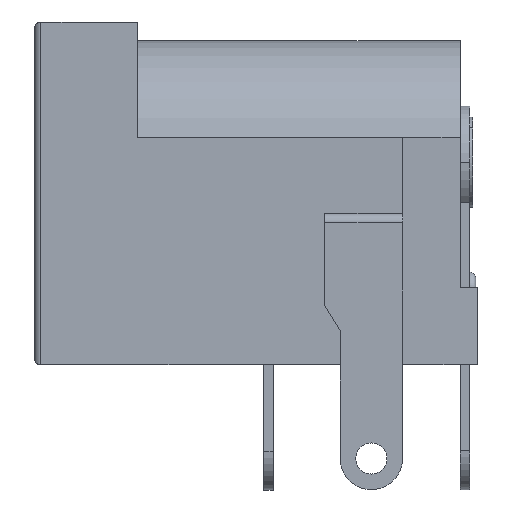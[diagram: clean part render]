
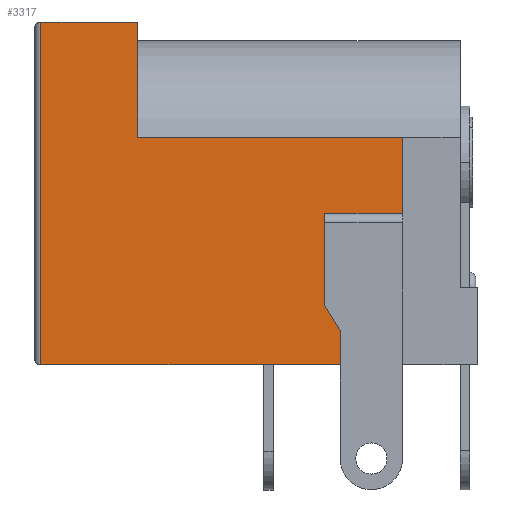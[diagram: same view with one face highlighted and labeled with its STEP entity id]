
A CAD part, front view. The second image highlights one B-rep face of the part: STEP entity #3317.
In plain terms, the highlighted planar face has unit normal (0, -1, 0).
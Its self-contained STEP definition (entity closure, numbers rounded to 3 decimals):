
#248 = VECTOR ( 'NONE', #5176, 1000. ) ;
#387 = VECTOR ( 'NONE', #7605, 1000. ) ;
#1386 = PLANE ( 'NONE',  #16907 ) ;
#1513 = ORIENTED_EDGE ( 'NONE', *, *, #10216, .T. ) ;
#1607 = LINE ( 'NONE', #7200, #11896 ) ;
#1928 = EDGE_CURVE ( 'NONE', #12449, #10389, #11508, .T. ) ;
#2083 = VERTEX_POINT ( 'NONE', #3941 ) ;
#2089 = DIRECTION ( 'NONE',  ( 1., 0., 0. ) ) ;
#2159 = LINE ( 'NONE', #7494, #10125 ) ;
#2968 = CARTESIAN_POINT ( 'NONE',  ( -4.55, -4.5, 12.8 ) ) ;
#3317 = ADVANCED_FACE ( 'NONE', ( #15835 ), #1386, .F. ) ;
#3683 = LINE ( 'NONE', #15310, #9721 ) ;
#3755 = EDGE_CURVE ( 'NONE', #16253, #11928, #1607, .T. ) ;
#3833 = VECTOR ( 'NONE', #4810, 1000. ) ;
#3941 = CARTESIAN_POINT ( 'NONE',  ( 1.45, -4.5, 3.703 ) ) ;
#4114 = CARTESIAN_POINT ( 'NONE',  ( 1.45, -4.5, 6.66 ) ) ;
#4508 = VECTOR ( 'NONE', #16853, 1000. ) ;
#4810 = DIRECTION ( 'NONE',  ( 0., 0., 1. ) ) ;
#5176 = DIRECTION ( 'NONE',  ( 0., 0., 1. ) ) ;
#5400 = DIRECTION ( 'NONE',  ( 1., 0., 0. ) ) ;
#5785 = ORIENTED_EDGE ( 'NONE', *, *, #1928, .T. ) ;
#6304 = EDGE_CURVE ( 'NONE', #10389, #2083, #8671, .T. ) ;
#6482 = CARTESIAN_POINT ( 'NONE',  ( -7.55, -4.5, 1.8 ) ) ;
#6537 = EDGE_CURVE ( 'NONE', #11049, #9099, #9111, .T. ) ;
#6882 = CARTESIAN_POINT ( 'NONE',  ( 3.95, -4.5, 6.66 ) ) ;
#7056 = ORIENTED_EDGE ( 'NONE', *, *, #3755, .T. ) ;
#7200 = CARTESIAN_POINT ( 'NONE',  ( 4.2, -4.5, 6.66 ) ) ;
#7274 = EDGE_CURVE ( 'NONE', #15031, #17107, #15486, .T. ) ;
#7333 = CARTESIAN_POINT ( 'NONE',  ( 1.95, -4.5, 2.9 ) ) ;
#7494 = CARTESIAN_POINT ( 'NONE',  ( 3.95, -4.5, 1.8 ) ) ;
#7605 = DIRECTION ( 'NONE',  ( 1., 0., 0. ) ) ;
#7787 = ORIENTED_EDGE ( 'NONE', *, *, #11844, .T. ) ;
#7951 = LINE ( 'NONE', #11780, #248 ) ;
#8115 = EDGE_LOOP ( 'NONE', ( #11311, #13644, #14928, #5785, #17149, #7787, #7056, #11080, #12919, #1513 ) ) ;
#8202 = VERTEX_POINT ( 'NONE', #2968 ) ;
#8328 = EDGE_CURVE ( 'NONE', #11928, #17107, #2159, .T. ) ;
#8671 = LINE ( 'NONE', #10119, #10077 ) ;
#9099 = VERTEX_POINT ( 'NONE', #11718 ) ;
#9111 = LINE ( 'NONE', #13242, #10636 ) ;
#9136 = VECTOR ( 'NONE', #5400, 1000. ) ;
#9353 = DIRECTION ( 'NONE',  ( 1., 0., 0. ) ) ;
#9444 = DIRECTION ( 'NONE',  ( 0., 0., -1. ) ) ;
#9721 = VECTOR ( 'NONE', #2089, 1000. ) ;
#10077 = VECTOR ( 'NONE', #14192, 1000. ) ;
#10119 = CARTESIAN_POINT ( 'NONE',  ( 0.956, -4.5, 4.497 ) ) ;
#10125 = VECTOR ( 'NONE', #16760, 1000. ) ;
#10186 = CARTESIAN_POINT ( 'NONE',  ( -4.25, -4.5, 9.1 ) ) ;
#10216 = EDGE_CURVE ( 'NONE', #15031, #8202, #7951, .T. ) ;
#10389 = VERTEX_POINT ( 'NONE', #7333 ) ;
#10636 = VECTOR ( 'NONE', #9444, 1000. ) ;
#11049 = VERTEX_POINT ( 'NONE', #11581 ) ;
#11080 = ORIENTED_EDGE ( 'NONE', *, *, #8328, .T. ) ;
#11311 = ORIENTED_EDGE ( 'NONE', *, *, #16378, .F. ) ;
#11508 = LINE ( 'NONE', #14003, #3833 ) ;
#11581 = CARTESIAN_POINT ( 'NONE',  ( -7.65, -4.5, 12.8 ) ) ;
#11586 = CARTESIAN_POINT ( 'NONE',  ( 1.45, -4.5, 6.66 ) ) ;
#11718 = CARTESIAN_POINT ( 'NONE',  ( -7.65, -4.5, 1.8 ) ) ;
#11776 = DIRECTION ( 'NONE',  ( 0., 1., 0. ) ) ;
#11780 = CARTESIAN_POINT ( 'NONE',  ( -4.55, -4.5, 1.8 ) ) ;
#11844 = EDGE_CURVE ( 'NONE', #2083, #16253, #16685, .T. ) ;
#11896 = VECTOR ( 'NONE', #16555, 1000. ) ;
#11928 = VERTEX_POINT ( 'NONE', #6882 ) ;
#12398 = CARTESIAN_POINT ( 'NONE',  ( 1.95, -4.5, 1.8 ) ) ;
#12449 = VERTEX_POINT ( 'NONE', #12398 ) ;
#12919 = ORIENTED_EDGE ( 'NONE', *, *, #7274, .F. ) ;
#13242 = CARTESIAN_POINT ( 'NONE',  ( -7.65, -4.5, 1.8 ) ) ;
#13644 = ORIENTED_EDGE ( 'NONE', *, *, #6537, .T. ) ;
#14003 = CARTESIAN_POINT ( 'NONE',  ( 1.95, -4.5, 6.36 ) ) ;
#14192 = DIRECTION ( 'NONE',  ( -0.528, 0., 0.849 ) ) ;
#14418 = LINE ( 'NONE', #14512, #9136 ) ;
#14512 = CARTESIAN_POINT ( 'NONE',  ( -7.55, -4.5, 1.8 ) ) ;
#14701 = CARTESIAN_POINT ( 'NONE',  ( 3.95, -4.5, 9.1 ) ) ;
#14928 = ORIENTED_EDGE ( 'NONE', *, *, #15339, .T. ) ;
#15031 = VERTEX_POINT ( 'NONE', #15481 ) ;
#15310 = CARTESIAN_POINT ( 'NONE',  ( -7.55, -4.5, 12.8 ) ) ;
#15339 = EDGE_CURVE ( 'NONE', #9099, #12449, #14418, .T. ) ;
#15481 = CARTESIAN_POINT ( 'NONE',  ( -4.55, -4.5, 9.1 ) ) ;
#15486 = LINE ( 'NONE', #10186, #387 ) ;
#15835 = FACE_OUTER_BOUND ( 'NONE', #8115, .T. ) ;
#16253 = VERTEX_POINT ( 'NONE', #4114 ) ;
#16378 = EDGE_CURVE ( 'NONE', #11049, #8202, #3683, .T. ) ;
#16555 = DIRECTION ( 'NONE',  ( 1., 0., 0. ) ) ;
#16685 = LINE ( 'NONE', #11586, #4508 ) ;
#16760 = DIRECTION ( 'NONE',  ( 0., 0., 1. ) ) ;
#16853 = DIRECTION ( 'NONE',  ( 0., 0., 1. ) ) ;
#16907 = AXIS2_PLACEMENT_3D ( 'NONE', #6482, #11776, #9353 ) ;
#17107 = VERTEX_POINT ( 'NONE', #14701 ) ;
#17149 = ORIENTED_EDGE ( 'NONE', *, *, #6304, .T. ) ;
